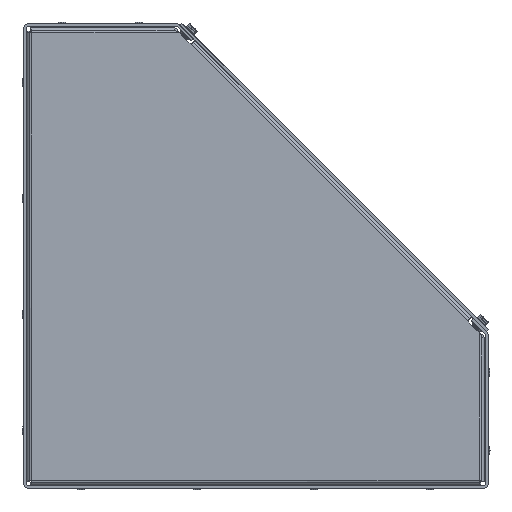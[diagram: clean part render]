
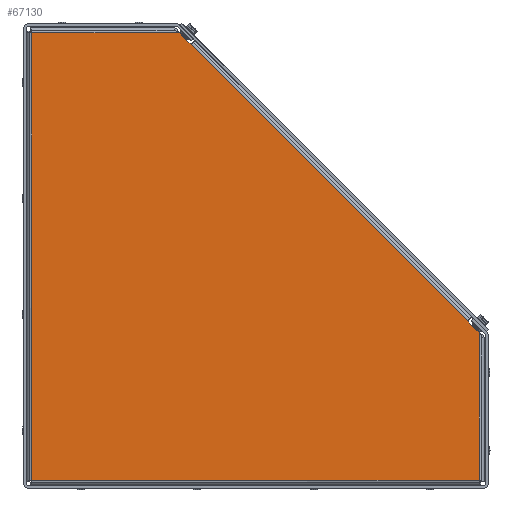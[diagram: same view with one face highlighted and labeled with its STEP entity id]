
A CAD part, left-side view. The second image highlights one B-rep face of the part: STEP entity #67130.
In plain terms, the highlighted planar face has unit normal (-1, 0, 0).
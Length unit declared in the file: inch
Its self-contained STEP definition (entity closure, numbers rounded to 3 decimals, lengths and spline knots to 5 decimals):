
#413 = EDGE_CURVE ( 'NONE', #87697, #30511, #55270, .T. ) ;
#1534 = CARTESIAN_POINT ( 'NONE',  ( -24.38335, 2.23806, 8.75825 ) ) ;
#2095 = VERTEX_POINT ( 'NONE', #17400 ) ;
#4543 = EDGE_CURVE ( 'NONE', #26668, #4549, #54111, .T. ) ;
#4549 = VERTEX_POINT ( 'NONE', #62300 ) ;
#5067 = CARTESIAN_POINT ( 'NONE',  ( -24.38335, 1.19466, 8.75825 ) ) ;
#8221 = VERTEX_POINT ( 'NONE', #71219 ) ;
#11163 = FACE_OUTER_BOUND ( 'NONE', #40416, .T. ) ;
#11689 = EDGE_CURVE ( 'NONE', #53060, #57572, #65455, .T. ) ;
#11986 = VECTOR ( 'NONE', #21462, 39.37008 ) ;
#13157 = ORIENTED_EDGE ( 'NONE', *, *, #66553, .T. ) ;
#14527 = DIRECTION ( 'NONE',  ( -1., 0., 0. ) ) ;
#15059 = ORIENTED_EDGE ( 'NONE', *, *, #85638, .F. ) ;
#17400 = CARTESIAN_POINT ( 'NONE',  ( -24.38335, -5.49719, 1.023 ) ) ;
#17609 = ORIENTED_EDGE ( 'NONE', *, *, #65440, .T. ) ;
#18146 = VECTOR ( 'NONE', #29308, 39.37008 ) ;
#20033 = DIRECTION ( 'NONE',  ( 0., -0.707, 0.707 ) ) ;
#21462 = DIRECTION ( 'NONE',  ( 0., 1., 0. ) ) ;
#21635 = EDGE_CURVE ( 'NONE', #8221, #2095, #51935, .T. ) ;
#24500 = ORIENTED_EDGE ( 'NONE', *, *, #41926, .T. ) ;
#24506 = VECTOR ( 'NONE', #78137, 39.37008 ) ;
#25834 = LINE ( 'NONE', #32606, #55260 ) ;
#26668 = VERTEX_POINT ( 'NONE', #41473 ) ;
#28218 = LINE ( 'NONE', #5067, #11986 ) ;
#29308 = DIRECTION ( 'NONE',  ( 0., 0.707, 0.707 ) ) ;
#30511 = VERTEX_POINT ( 'NONE', #73089 ) ;
#32606 = CARTESIAN_POINT ( 'NONE',  ( -24.38335, -5.19617, 1.32402 ) ) ;
#32811 = CARTESIAN_POINT ( 'NONE',  ( -24.38335, -5.19617, 1.32402 ) ) ;
#34188 = EDGE_CURVE ( 'NONE', #41317, #2095, #76668, .T. ) ;
#39061 = ORIENTED_EDGE ( 'NONE', *, *, #11689, .T. ) ;
#39211 = DIRECTION ( 'NONE',  ( 0., 0., -1. ) ) ;
#40416 = EDGE_LOOP ( 'NONE', ( #15059, #57686, #17609, #43691, #13157, #51529, #66316, #24500, #39061 ) ) ;
#40674 = PLANE ( 'NONE',  #60018 ) ;
#40976 = VECTOR ( 'NONE', #39211, 39.37008 ) ;
#41317 = VERTEX_POINT ( 'NONE', #46316 ) ;
#41473 = CARTESIAN_POINT ( 'NONE',  ( -24.38335, 6.05056, 8.75825 ) ) ;
#41926 = EDGE_CURVE ( 'NONE', #41317, #53060, #25834, .T. ) ;
#43691 = ORIENTED_EDGE ( 'NONE', *, *, #4543, .T. ) ;
#45847 = VECTOR ( 'NONE', #68515, 39.37008 ) ;
#46316 = CARTESIAN_POINT ( 'NONE',  ( -24.38335, -5.19617, 1.32402 ) ) ;
#48514 = CARTESIAN_POINT ( 'NONE',  ( -24.38335, 2.37456, 8.89475 ) ) ;
#51529 = ORIENTED_EDGE ( 'NONE', *, *, #21635, .T. ) ;
#51935 = LINE ( 'NONE', #65956, #66854 ) ;
#52321 = CARTESIAN_POINT ( 'NONE',  ( -24.38335, 1.93703, 8.45723 ) ) ;
#53060 = VERTEX_POINT ( 'NONE', #59366 ) ;
#53365 = DIRECTION ( 'NONE',  ( 0., 0., 1. ) ) ;
#54111 = LINE ( 'NONE', #69085, #40976 ) ;
#55260 = VECTOR ( 'NONE', #20033, 39.37008 ) ;
#55270 = LINE ( 'NONE', #48514, #66514 ) ;
#55741 = DIRECTION ( 'NONE',  ( 0., -0.707, -0.707 ) ) ;
#57572 = VERTEX_POINT ( 'NONE', #88387 ) ;
#57686 = ORIENTED_EDGE ( 'NONE', *, *, #413, .F. ) ;
#59366 = CARTESIAN_POINT ( 'NONE',  ( -24.38335, -5.20445, 1.3323 ) ) ;
#60018 = AXIS2_PLACEMENT_3D ( 'NONE', #92753, #14527, #94184 ) ;
#61742 = LINE ( 'NONE', #68986, #24506 ) ;
#62300 = CARTESIAN_POINT ( 'NONE',  ( -24.38335, 6.05056, -2.7895 ) ) ;
#65440 = EDGE_CURVE ( 'NONE', #87697, #26668, #28218, .T. ) ;
#65455 = LINE ( 'NONE', #67333, #18146 ) ;
#65956 = CARTESIAN_POINT ( 'NONE',  ( -24.38335, -5.49719, 2.06639 ) ) ;
#66316 = ORIENTED_EDGE ( 'NONE', *, *, #34188, .F. ) ;
#66514 = VECTOR ( 'NONE', #55741, 39.37008 ) ;
#66553 = EDGE_CURVE ( 'NONE', #4549, #8221, #61742, .T. ) ;
#66854 = VECTOR ( 'NONE', #53365, 39.37008 ) ;
#67130 = ADVANCED_FACE ( 'NONE', ( #11163 ), #40674, .T. ) ;
#67333 = CARTESIAN_POINT ( 'NONE',  ( -24.38335, -5.20445, 1.3323 ) ) ;
#68515 = DIRECTION ( 'NONE',  ( 0., -0.707, -0.707 ) ) ;
#68986 = CARTESIAN_POINT ( 'NONE',  ( -24.38335, 1.19466, -2.7895 ) ) ;
#69085 = CARTESIAN_POINT ( 'NONE',  ( -24.38335, 6.05056, 2.06639 ) ) ;
#71219 = CARTESIAN_POINT ( 'NONE',  ( -24.38335, -5.49719, -2.7895 ) ) ;
#72891 = VECTOR ( 'NONE', #88538, 39.37008 ) ;
#73089 = CARTESIAN_POINT ( 'NONE',  ( -24.38335, 1.93703, 8.45723 ) ) ;
#76668 = LINE ( 'NONE', #32811, #45847 ) ;
#78137 = DIRECTION ( 'NONE',  ( 0., -1., 0. ) ) ;
#80336 = LINE ( 'NONE', #52321, #72891 ) ;
#85638 = EDGE_CURVE ( 'NONE', #30511, #57572, #80336, .T. ) ;
#87697 = VERTEX_POINT ( 'NONE', #1534 ) ;
#88387 = CARTESIAN_POINT ( 'NONE',  ( -24.38335, 1.92876, 8.46551 ) ) ;
#88538 = DIRECTION ( 'NONE',  ( 0., -0.707, 0.707 ) ) ;
#92753 = CARTESIAN_POINT ( 'NONE',  ( -24.38335, 1.19466, 2.06639 ) ) ;
#94184 = DIRECTION ( 'NONE',  ( 0., 1., 0. ) ) ;
